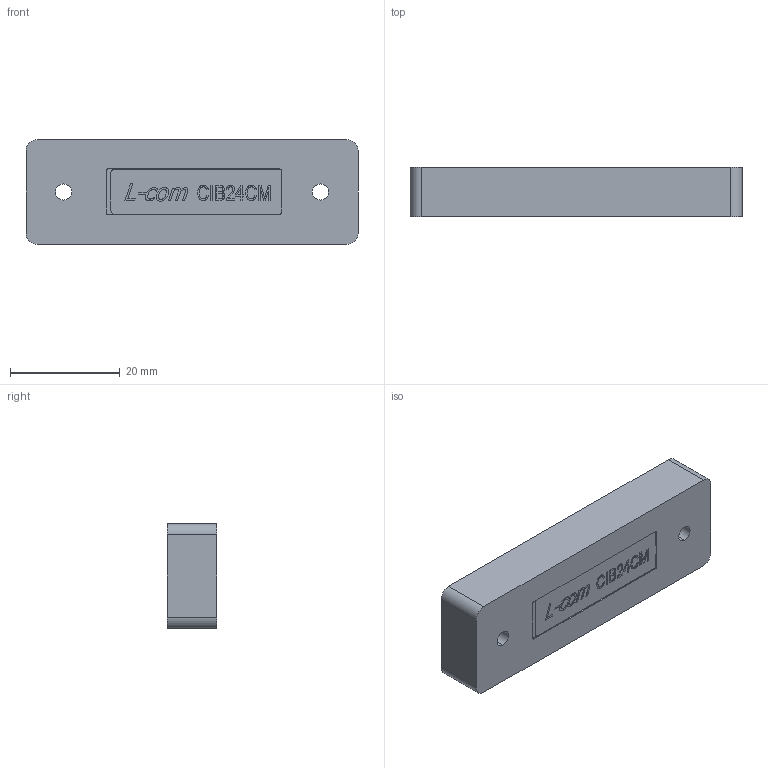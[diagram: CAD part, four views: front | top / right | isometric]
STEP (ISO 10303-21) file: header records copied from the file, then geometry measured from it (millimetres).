
FILE_DESCRIPTION (( 'STEP AP203' ), '1' );
FILE_NAME ('CIB24CM.STEP', '2006-06-30T20:11:01', ( ' ' ), ( ' ' ), 'SwSTEP 2.0', 'SolidWorks 2005354', '' );
FILE_SCHEMA (( 'CONFIG_CONTROL_DESIGN' ));
Length unit declared in the file: inch
Products named in the file (4): CIB24CM; CIB24CM-MA2; CIB24CM-MA1
Assembly tree (3 placements, depth 2):
  CIB24CM
    CIB24CM-MA1
    CIB24CM
    CIB24CM-MA2
Bounding box: 60.45 x 9.04 x 19.1 mm (x, y, z)
Volume: 4415.8 mm3; surface area: 6666.5 mm2
Topology: 3 solids, 3 shells, 253 faces, 655 edges, 430 vertices
Faces by surface type: plane 138, bspline 67, cylinder 36, cone 8, torus 4
Entity records: 13649 total; most frequent: CARTESIAN_POINT 7419, ORIENTED_EDGE 1310, DIRECTION 991, EDGE_CURVE 655, VECTOR 431, LINE 431, VERTEX_POINT 430, AXIS2_PLACEMENT_3D 280
